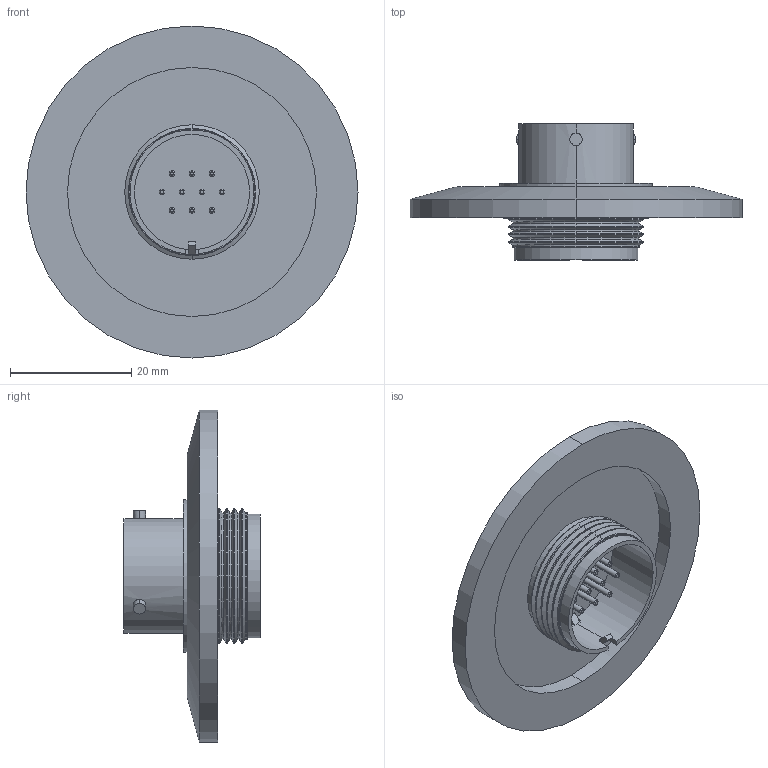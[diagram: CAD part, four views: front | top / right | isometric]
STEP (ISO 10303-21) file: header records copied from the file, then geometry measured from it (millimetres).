
FILE_DESCRIPTION (( 'STEP AP203' ), '1' );
FILE_NAME ('A8233-3-QF.STEP', '2013-04-12T12:37:00', ( '' ), ( '' ), 'SwSTEP 2.0', 'SolidWorks 2012', '' );
FILE_SCHEMA (( 'CONFIG_CONTROL_DESIGN' ));
Length unit declared in the file: inch
Products named in the file (1): A8233-3-QF
Bounding box: 54.86 x 22.48 x 54.86 mm (x, y, z)
Volume: 9234.7 mm3; surface area: 8836 mm2
Topology: 1 solids, 1 shells, 214 faces, 512 edges, 326 vertices
Faces by surface type: cylinder 83, plane 65, bspline 40, cone 26
Entity records: 6875 total; most frequent: CARTESIAN_POINT 1881, DIRECTION 1068, ORIENTED_EDGE 1024, EDGE_CURVE 512, AXIS2_PLACEMENT_3D 433, VERTEX_POINT 326, CIRCLE 258, EDGE_LOOP 244
